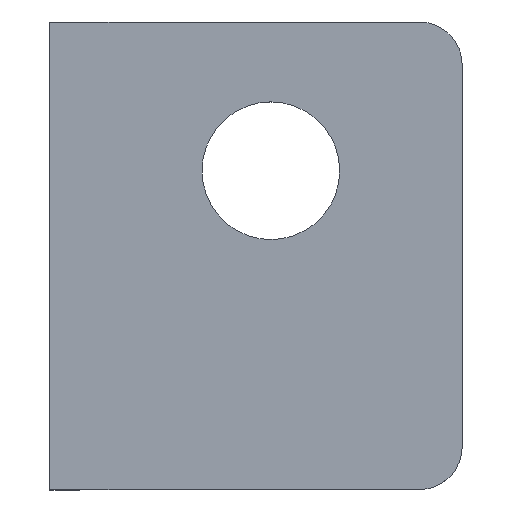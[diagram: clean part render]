
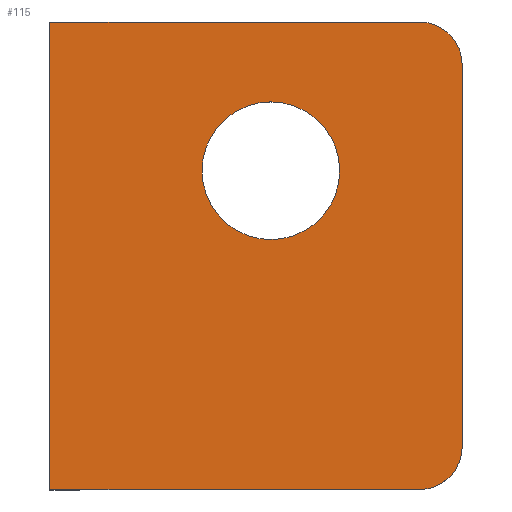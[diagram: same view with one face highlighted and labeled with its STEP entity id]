
A CAD part, top view. The second image highlights one B-rep face of the part: STEP entity #115.
In plain terms, the highlighted planar face has unit normal (0, 0, 1).
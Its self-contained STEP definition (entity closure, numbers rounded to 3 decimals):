
#10 = VERTEX_POINT ( 'NONE', #248 ) ;
#39 = EDGE_CURVE ( 'NONE', #384, #491, #542, .T. ) ;
#40 = DIRECTION ( 'NONE',  ( 0., 0., -1. ) ) ;
#51 = CARTESIAN_POINT ( 'NONE',  ( 0., 27.5, 0. ) ) ;
#83 = VECTOR ( 'NONE', #154, 1000. ) ;
#115 = ADVANCED_FACE ( 'NONE', ( #252, #197 ), #658, .F. ) ;
#123 = VECTOR ( 'NONE', #727, 1000. ) ;
#126 = CARTESIAN_POINT ( 'NONE',  ( 34.1, 10., 0. ) ) ;
#133 = CIRCLE ( 'NONE', #733, 8.1 ) ;
#135 = EDGE_CURVE ( 'NONE', #553, #384, #450, .T. ) ;
#154 = DIRECTION ( 'NONE',  ( 0., -1., 0. ) ) ;
#159 = DIRECTION ( 'NONE',  ( 1., 0., 0. ) ) ;
#170 = EDGE_CURVE ( 'NONE', #491, #10, #580, .T. ) ;
#180 = ORIENTED_EDGE ( 'NONE', *, *, #311, .T. ) ;
#184 = ORIENTED_EDGE ( 'NONE', *, *, #661, .T. ) ;
#194 = EDGE_CURVE ( 'NONE', #553, #531, #500, .T. ) ;
#197 = FACE_OUTER_BOUND ( 'NONE', #617, .T. ) ;
#198 = CARTESIAN_POINT ( 'NONE',  ( 26., 10., 0. ) ) ;
#209 = DIRECTION ( 'NONE',  ( -1., 0., 0. ) ) ;
#211 = ORIENTED_EDGE ( 'NONE', *, *, #170, .T. ) ;
#223 = DIRECTION ( 'NONE',  ( -1., 0., 0. ) ) ;
#226 = CARTESIAN_POINT ( 'NONE',  ( 43.5, 22.5, 0. ) ) ;
#248 = CARTESIAN_POINT ( 'NONE',  ( 48.5, -22.5, 0. ) ) ;
#252 = FACE_BOUND ( 'NONE', #691, .T. ) ;
#258 = ORIENTED_EDGE ( 'NONE', *, *, #677, .T. ) ;
#262 = CARTESIAN_POINT ( 'NONE',  ( 48.5, -27.5, 0. ) ) ;
#270 = DIRECTION ( 'NONE',  ( 0., 0., 1. ) ) ;
#278 = DIRECTION ( 'NONE',  ( -1., 0., 0. ) ) ;
#280 = CIRCLE ( 'NONE', #483, 5. ) ;
#311 = EDGE_CURVE ( 'NONE', #764, #514, #133, .T. ) ;
#332 = LINE ( 'NONE', #388, #680 ) ;
#338 = CARTESIAN_POINT ( 'NONE',  ( 0., 27.5, 0. ) ) ;
#360 = ORIENTED_EDGE ( 'NONE', *, *, #39, .T. ) ;
#371 = CARTESIAN_POINT ( 'NONE',  ( 48.5, 27.5, 0. ) ) ;
#384 = VERTEX_POINT ( 'NONE', #722 ) ;
#388 = CARTESIAN_POINT ( 'NONE',  ( 48.5, 27.5, 0. ) ) ;
#403 = DIRECTION ( 'NONE',  ( -1., 0., 0. ) ) ;
#419 = VERTEX_POINT ( 'NONE', #534 ) ;
#426 = AXIS2_PLACEMENT_3D ( 'NONE', #571, #40, #278 ) ;
#450 = LINE ( 'NONE', #338, #83 ) ;
#465 = DIRECTION ( 'NONE',  ( -1., 0., 0. ) ) ;
#483 = AXIS2_PLACEMENT_3D ( 'NONE', #226, #587, #403 ) ;
#491 = VERTEX_POINT ( 'NONE', #593 ) ;
#492 = ORIENTED_EDGE ( 'NONE', *, *, #714, .F. ) ;
#500 = LINE ( 'NONE', #683, #538 ) ;
#514 = VERTEX_POINT ( 'NONE', #126 ) ;
#531 = VERTEX_POINT ( 'NONE', #707 ) ;
#534 = CARTESIAN_POINT ( 'NONE',  ( 48.5, 22.5, 0. ) ) ;
#538 = VECTOR ( 'NONE', #159, 1000. ) ;
#542 = LINE ( 'NONE', #262, #123 ) ;
#553 = VERTEX_POINT ( 'NONE', #51 ) ;
#560 = DIRECTION ( 'NONE',  ( 0., 0., -1. ) ) ;
#568 = DIRECTION ( 'NONE',  ( 0., 0., -1. ) ) ;
#570 = CARTESIAN_POINT ( 'NONE',  ( 17.9, 10., 0. ) ) ;
#571 = CARTESIAN_POINT ( 'NONE',  ( 26., 10., 0. ) ) ;
#580 = CIRCLE ( 'NONE', #700, 5. ) ;
#583 = DIRECTION ( 'NONE',  ( 0., -1., 0. ) ) ;
#587 = DIRECTION ( 'NONE',  ( 0., 0., 1. ) ) ;
#593 = CARTESIAN_POINT ( 'NONE',  ( 43.5, -27.5, 0. ) ) ;
#600 = AXIS2_PLACEMENT_3D ( 'NONE', #371, #560, #223 ) ;
#617 = EDGE_LOOP ( 'NONE', ( #360, #211, #492, #258, #675, #720 ) ) ;
#646 = CIRCLE ( 'NONE', #426, 8.1 ) ;
#658 = PLANE ( 'NONE',  #600 ) ;
#661 = EDGE_CURVE ( 'NONE', #514, #764, #646, .T. ) ;
#675 = ORIENTED_EDGE ( 'NONE', *, *, #194, .F. ) ;
#677 = EDGE_CURVE ( 'NONE', #419, #531, #280, .T. ) ;
#680 = VECTOR ( 'NONE', #583, 1000. ) ;
#683 = CARTESIAN_POINT ( 'NONE',  ( 48.5, 27.5, 0. ) ) ;
#691 = EDGE_LOOP ( 'NONE', ( #180, #184 ) ) ;
#700 = AXIS2_PLACEMENT_3D ( 'NONE', #730, #270, #209 ) ;
#707 = CARTESIAN_POINT ( 'NONE',  ( 43.5, 27.5, 0. ) ) ;
#714 = EDGE_CURVE ( 'NONE', #419, #10, #332, .T. ) ;
#720 = ORIENTED_EDGE ( 'NONE', *, *, #135, .T. ) ;
#722 = CARTESIAN_POINT ( 'NONE',  ( 0., -27.5, 0. ) ) ;
#727 = DIRECTION ( 'NONE',  ( 1., 0., 0. ) ) ;
#730 = CARTESIAN_POINT ( 'NONE',  ( 43.5, -22.5, 0. ) ) ;
#733 = AXIS2_PLACEMENT_3D ( 'NONE', #198, #568, #465 ) ;
#764 = VERTEX_POINT ( 'NONE', #570 ) ;
